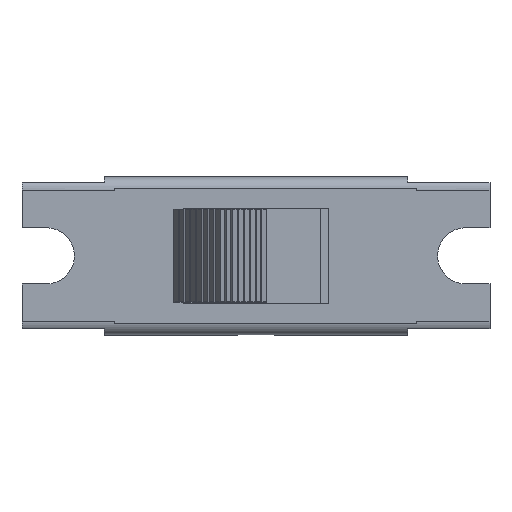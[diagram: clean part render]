
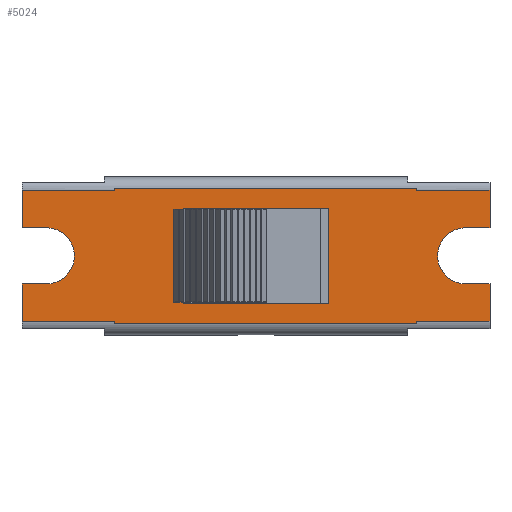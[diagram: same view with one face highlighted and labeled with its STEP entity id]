
A CAD part, top view. The second image highlights one B-rep face of the part: STEP entity #5024.
In plain terms, the highlighted planar face has unit normal (0, 0, 1).
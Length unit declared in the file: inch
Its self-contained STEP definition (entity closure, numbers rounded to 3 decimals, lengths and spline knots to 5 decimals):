
#162=CARTESIAN_POINT('',(0.26378,0.10787,0.25));
#163=VERTEX_POINT('',#162);
#171=CARTESIAN_POINT('',(0.26378,0.11063,0.25));
#172=VERTEX_POINT('',#171);
#179=CARTESIAN_POINT('',(0.26378,0.11063,0.25));
#180=DIRECTION('',(0.0,-1.0,0.0));
#181=VECTOR('',#180,0.00276);
#182=LINE('',#179,#181);
#183=EDGE_CURVE('',#172,#163,#182,.T.);
#193=CARTESIAN_POINT('',(0.26378,-0.10787,0.25));
#194=VERTEX_POINT('',#193);
#204=CARTESIAN_POINT('',(0.26378,-0.11063,0.25));
#205=VERTEX_POINT('',#204);
#206=CARTESIAN_POINT('',(0.26378,-0.10787,0.25));
#207=DIRECTION('',(0.0,-1.0,0.0));
#208=VECTOR('',#207,0.00276);
#209=LINE('',#206,#208);
#210=EDGE_CURVE('',#194,#205,#209,.T.);
#234=CARTESIAN_POINT('',(-0.23346,0.11063,0.25));
#235=VERTEX_POINT('',#234);
#242=CARTESIAN_POINT('',(-0.23346,0.11063,0.25));
#243=DIRECTION('',(1.0,0.0,0.0));
#244=VECTOR('',#243,0.49724);
#245=LINE('',#242,#244);
#246=EDGE_CURVE('',#235,#172,#245,.T.);
#257=CARTESIAN_POINT('',(-0.23346,0.10787,0.25));
#258=VERTEX_POINT('',#257);
#266=CARTESIAN_POINT('',(-0.23346,0.10787,0.25));
#267=DIRECTION('',(0.0,1.0,0.0));
#268=VECTOR('',#267,0.00276);
#269=LINE('',#266,#268);
#270=EDGE_CURVE('',#258,#235,#269,.T.);
#283=CARTESIAN_POINT('',(-0.12008,0.07598,0.25));
#284=VERTEX_POINT('',#283);
#299=CARTESIAN_POINT('',(-0.12008,0.07874,0.25));
#300=VERTEX_POINT('',#299);
#307=CARTESIAN_POINT('',(-0.12008,0.07598,0.25));
#308=DIRECTION('',(0.0,1.0,0.0));
#309=VECTOR('',#308,0.00276);
#310=LINE('',#307,#309);
#311=EDGE_CURVE('',#284,#300,#310,.T.);
#321=CARTESIAN_POINT('',(0.12008,-0.07874,0.25));
#322=VERTEX_POINT('',#321);
#331=CARTESIAN_POINT('',(0.12008,0.07874,0.25));
#332=VERTEX_POINT('',#331);
#333=CARTESIAN_POINT('',(0.12008,0.07874,0.25));
#334=DIRECTION('',(0.0,-1.0,0.0));
#335=VECTOR('',#334,0.15748);
#336=LINE('',#333,#335);
#337=EDGE_CURVE('',#332,#322,#336,.T.);
#361=CARTESIAN_POINT('',(-0.12008,-0.07598,0.25));
#362=VERTEX_POINT('',#361);
#371=CARTESIAN_POINT('',(-0.12008,-0.07874,0.25));
#372=VERTEX_POINT('',#371);
#373=CARTESIAN_POINT('',(-0.12008,-0.07874,0.25));
#374=DIRECTION('',(0.0,1.0,0.0));
#375=VECTOR('',#374,0.00276);
#376=LINE('',#373,#375);
#377=EDGE_CURVE('',#372,#362,#376,.T.);
#410=CARTESIAN_POINT('',(-0.23346,-0.11063,0.25));
#411=VERTEX_POINT('',#410);
#412=CARTESIAN_POINT('',(0.26378,-0.11063,0.25));
#413=DIRECTION('',(-1.0,0.0,0.0));
#414=VECTOR('',#413,0.49724);
#415=LINE('',#412,#414);
#416=EDGE_CURVE('',#205,#411,#415,.T.);
#432=CARTESIAN_POINT('',(-0.23346,-0.10787,0.25));
#433=VERTEX_POINT('',#432);
#442=CARTESIAN_POINT('',(-0.23346,-0.11063,0.25));
#443=DIRECTION('',(0.0,1.0,0.0));
#444=VECTOR('',#443,0.00276);
#445=LINE('',#442,#444);
#446=EDGE_CURVE('',#411,#433,#445,.T.);
#456=CARTESIAN_POINT('',(-0.13504,-0.07598,0.25));
#457=VERTEX_POINT('',#456);
#458=CARTESIAN_POINT('',(-0.13504,-0.07598,0.25));
#459=DIRECTION('',(1.0,0.0,0.0));
#460=VECTOR('',#459,0.01496);
#461=LINE('',#458,#460);
#462=EDGE_CURVE('',#457,#362,#461,.T.);
#785=CARTESIAN_POINT('',(-0.38504,-0.10787,0.25));
#786=VERTEX_POINT('',#785);
#787=CARTESIAN_POINT('',(-0.23346,-0.10787,0.25));
#788=DIRECTION('',(-1.0,0.0,0.0));
#789=VECTOR('',#788,0.15157);
#790=LINE('',#787,#789);
#791=EDGE_CURVE('',#433,#786,#790,.T.);
#844=CARTESIAN_POINT('',(0.38504,-0.10787,0.25));
#845=VERTEX_POINT('',#844);
#853=CARTESIAN_POINT('',(0.38504,-0.10787,0.25));
#854=DIRECTION('',(-1.0,0.0,0.0));
#855=VECTOR('',#854,0.12126);
#856=LINE('',#853,#855);
#857=EDGE_CURVE('',#845,#194,#856,.T.);
#935=CARTESIAN_POINT('',(-0.12008,0.07874,0.25));
#936=DIRECTION('',(1.0,0.0,0.0));
#937=VECTOR('',#936,0.24016);
#938=LINE('',#935,#937);
#939=EDGE_CURVE('',#300,#332,#938,.T.);
#3783=CARTESIAN_POINT('',(-0.13504,0.07598,0.25));
#3784=VERTEX_POINT('',#3783);
#3785=CARTESIAN_POINT('',(-0.13504,0.07598,0.25));
#3786=DIRECTION('',(0.0,-1.0,0.0));
#3787=VECTOR('',#3786,0.15197);
#3788=LINE('',#3785,#3787);
#3789=EDGE_CURVE('',#3784,#457,#3788,.T.);
#3807=CARTESIAN_POINT('',(-0.12008,0.07598,0.25));
#3808=DIRECTION('',(-1.0,0.0,0.0));
#3809=VECTOR('',#3808,0.01496);
#3810=LINE('',#3807,#3809);
#3811=EDGE_CURVE('',#284,#3784,#3810,.T.);
#4641=CARTESIAN_POINT('',(0.38504,0.10787,0.25));
#4642=VERTEX_POINT('',#4641);
#4643=CARTESIAN_POINT('',(0.26378,0.10787,0.25));
#4644=DIRECTION('',(1.0,0.0,0.0));
#4645=VECTOR('',#4644,0.12126);
#4646=LINE('',#4643,#4645);
#4647=EDGE_CURVE('',#163,#4642,#4646,.T.);
#4700=CARTESIAN_POINT('',(-0.38504,0.10787,0.25));
#4701=VERTEX_POINT('',#4700);
#4709=CARTESIAN_POINT('',(-0.38504,0.10787,0.25));
#4710=DIRECTION('',(1.0,0.0,0.0));
#4711=VECTOR('',#4710,0.15157);
#4712=LINE('',#4709,#4711);
#4713=EDGE_CURVE('',#4701,#258,#4712,.T.);
#4902=CARTESIAN_POINT('',(-0.38504,-0.04626,0.25));
#4903=VERTEX_POINT('',#4902);
#4904=CARTESIAN_POINT('',(-0.38504,-0.10787,0.25));
#4905=DIRECTION('',(0.0,1.0,0.0));
#4906=VECTOR('',#4905,0.06161);
#4907=LINE('',#4904,#4906);
#4908=EDGE_CURVE('',#786,#4903,#4907,.T.);
#4921=CARTESIAN_POINT('',(-0.42354,-0.12169,0.25));
#4922=DIRECTION('',(0.0,0.0,1.0));
#4923=DIRECTION('',(1.0,0.0,0.0));
#4924=AXIS2_PLACEMENT_3D('',#4921,#4922,#4923);
#4925=PLANE('',#4924);
#4926=ORIENTED_EDGE('',*,*,#857,.F.);
#4927=CARTESIAN_POINT('',(0.38504,-0.04626,0.25));
#4928=VERTEX_POINT('',#4927);
#4929=CARTESIAN_POINT('',(0.38504,-0.04626,0.25));
#4930=DIRECTION('',(0.0,-1.0,0.0));
#4931=VECTOR('',#4930,0.06161);
#4932=LINE('',#4929,#4931);
#4933=EDGE_CURVE('',#4928,#845,#4932,.T.);
#4934=ORIENTED_EDGE('',*,*,#4933,.F.);
#4935=CARTESIAN_POINT('',(0.34508,-0.04626,0.25));
#4936=VERTEX_POINT('',#4935);
#4937=CARTESIAN_POINT('',(0.34508,-0.04626,0.25));
#4938=DIRECTION('',(1.0,0.0,0.0));
#4939=VECTOR('',#4938,0.03996);
#4940=LINE('',#4937,#4939);
#4941=EDGE_CURVE('',#4936,#4928,#4940,.T.);
#4942=ORIENTED_EDGE('',*,*,#4941,.F.);
#4943=CARTESIAN_POINT('',(0.34508,0.04626,0.25));
#4944=VERTEX_POINT('',#4943);
#4945=CARTESIAN_POINT('',(0.34508,0.0,0.25));
#4946=DIRECTION('',(0.0,0.0,1.0));
#4947=DIRECTION('',(0.0,1.0,0.0));
#4948=AXIS2_PLACEMENT_3D('',#4945,#4946,#4947);
#4949=CIRCLE('',#4948,0.04626);
#4950=EDGE_CURVE('',#4944,#4936,#4949,.T.);
#4951=ORIENTED_EDGE('',*,*,#4950,.F.);
#4952=CARTESIAN_POINT('',(0.38504,0.04626,0.25));
#4953=VERTEX_POINT('',#4952);
#4954=CARTESIAN_POINT('',(0.38504,0.04626,0.25));
#4955=DIRECTION('',(-1.0,0.0,0.0));
#4956=VECTOR('',#4955,0.03996);
#4957=LINE('',#4954,#4956);
#4958=EDGE_CURVE('',#4953,#4944,#4957,.T.);
#4959=ORIENTED_EDGE('',*,*,#4958,.F.);
#4960=CARTESIAN_POINT('',(0.38504,0.10787,0.25));
#4961=DIRECTION('',(0.0,-1.0,0.0));
#4962=VECTOR('',#4961,0.06161);
#4963=LINE('',#4960,#4962);
#4964=EDGE_CURVE('',#4642,#4953,#4963,.T.);
#4965=ORIENTED_EDGE('',*,*,#4964,.F.);
#4966=ORIENTED_EDGE('',*,*,#4647,.F.);
#4967=ORIENTED_EDGE('',*,*,#183,.F.);
#4968=ORIENTED_EDGE('',*,*,#246,.F.);
#4969=ORIENTED_EDGE('',*,*,#270,.F.);
#4970=ORIENTED_EDGE('',*,*,#4713,.F.);
#4971=CARTESIAN_POINT('',(-0.38504,0.04626,0.25));
#4972=VERTEX_POINT('',#4971);
#4973=CARTESIAN_POINT('',(-0.38504,0.04626,0.25));
#4974=DIRECTION('',(0.0,1.0,0.0));
#4975=VECTOR('',#4974,0.06161);
#4976=LINE('',#4973,#4975);
#4977=EDGE_CURVE('',#4972,#4701,#4976,.T.);
#4978=ORIENTED_EDGE('',*,*,#4977,.F.);
#4979=CARTESIAN_POINT('',(-0.34508,0.04626,0.25));
#4980=VERTEX_POINT('',#4979);
#4981=CARTESIAN_POINT('',(-0.34508,0.04626,0.25));
#4982=DIRECTION('',(-1.0,0.0,0.0));
#4983=VECTOR('',#4982,0.03996);
#4984=LINE('',#4981,#4983);
#4985=EDGE_CURVE('',#4980,#4972,#4984,.T.);
#4986=ORIENTED_EDGE('',*,*,#4985,.F.);
#4987=CARTESIAN_POINT('',(-0.34508,-0.04626,0.25));
#4988=VERTEX_POINT('',#4987);
#4989=CARTESIAN_POINT('',(-0.34508,0.0,0.25));
#4990=DIRECTION('',(0.0,0.0,1.0));
#4991=DIRECTION('',(0.0,-1.0,0.0));
#4992=AXIS2_PLACEMENT_3D('',#4989,#4990,#4991);
#4993=CIRCLE('',#4992,0.04626);
#4994=EDGE_CURVE('',#4988,#4980,#4993,.T.);
#4995=ORIENTED_EDGE('',*,*,#4994,.F.);
#4996=CARTESIAN_POINT('',(-0.38504,-0.04626,0.25));
#4997=DIRECTION('',(1.0,0.0,0.0));
#4998=VECTOR('',#4997,0.03996);
#4999=LINE('',#4996,#4998);
#5000=EDGE_CURVE('',#4903,#4988,#4999,.T.);
#5001=ORIENTED_EDGE('',*,*,#5000,.F.);
#5002=ORIENTED_EDGE('',*,*,#4908,.F.);
#5003=ORIENTED_EDGE('',*,*,#791,.F.);
#5004=ORIENTED_EDGE('',*,*,#446,.F.);
#5005=ORIENTED_EDGE('',*,*,#416,.F.);
#5006=ORIENTED_EDGE('',*,*,#210,.F.);
#5007=EDGE_LOOP('',(#4926,#4934,#4942,#4951,#4959,#4965,#4966,#4967,#4968,#4969,#4970,#4978,#4986,#4995,#5001,#5002,#5003,#5004,#5005,#5006));
#5008=FACE_OUTER_BOUND('',#5007,.T.);
#5009=ORIENTED_EDGE('',*,*,#377,.T.);
#5010=ORIENTED_EDGE('',*,*,#462,.F.);
#5011=ORIENTED_EDGE('',*,*,#3789,.F.);
#5012=ORIENTED_EDGE('',*,*,#3811,.F.);
#5013=ORIENTED_EDGE('',*,*,#311,.T.);
#5014=ORIENTED_EDGE('',*,*,#939,.T.);
#5015=ORIENTED_EDGE('',*,*,#337,.T.);
#5016=CARTESIAN_POINT('',(0.12008,-0.07874,0.25));
#5017=DIRECTION('',(-1.0,0.0,0.0));
#5018=VECTOR('',#5017,0.24016);
#5019=LINE('',#5016,#5018);
#5020=EDGE_CURVE('',#322,#372,#5019,.T.);
#5021=ORIENTED_EDGE('',*,*,#5020,.T.);
#5022=EDGE_LOOP('',(#5009,#5010,#5011,#5012,#5013,#5014,#5015,#5021));
#5023=FACE_BOUND('',#5022,.T.);
#5024=ADVANCED_FACE('',(#5008,#5023),#4925,.T.);
